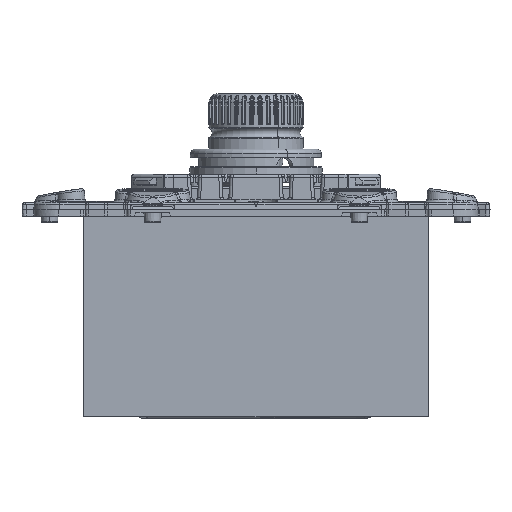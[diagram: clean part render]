
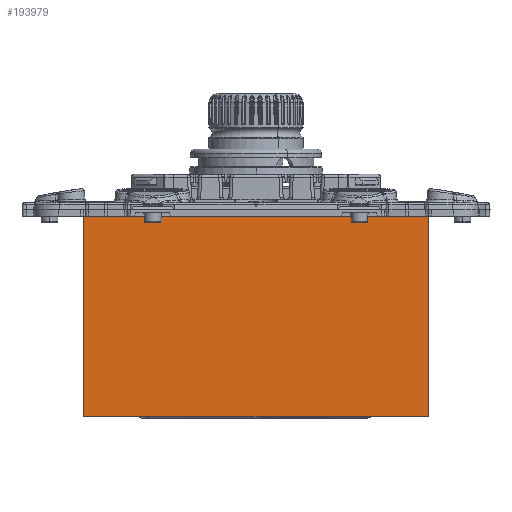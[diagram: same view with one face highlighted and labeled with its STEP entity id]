
A CAD part, left-side view. The second image highlights one B-rep face of the part: STEP entity #193979.
In plain terms, the highlighted planar face has unit normal (-1, 0, 0).
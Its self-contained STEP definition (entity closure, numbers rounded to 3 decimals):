
#193957=AXIS2_PLACEMENT_3D('Plane Axis2P3D',#193954,#193955,#193956) ;
#10006=CARTESIAN_POINT('Vertex',(-27.5,9.38,0.)) ;
#10027=CARTESIAN_POINT('Vertex',(-27.5,4.117,0.)) ;
#12003=CARTESIAN_POINT('Vertex',(-27.5,27.5,0.)) ;
#12006=CARTESIAN_POINT('Line Origine',(-27.5,18.44,0.)) ;
#12011=CARTESIAN_POINT('Line Origine',(-27.5,-11.692,0.)) ;
#12015=CARTESIAN_POINT('Vertex',(-27.5,-27.5,0.)) ;
#129201=CARTESIAN_POINT('Line Origine',(-27.5,6.749,0.)) ;
#193927=CARTESIAN_POINT('Vertex',(-27.5,27.5,-32.)) ;
#193930=CARTESIAN_POINT('Line Origine',(-27.5,27.5,-16.)) ;
#193954=CARTESIAN_POINT('Axis2P3D Location',(-27.5,-27.5,0.)) ;
#193959=CARTESIAN_POINT('Line Origine',(-27.5,0.,-32.)) ;
#193963=CARTESIAN_POINT('Vertex',(-27.5,-27.5,-32.)) ;
#193966=CARTESIAN_POINT('Line Origine',(-27.5,-27.5,-16.)) ;
#12007=DIRECTION('Vector Direction',(0.,1.,0.)) ;
#12012=DIRECTION('Vector Direction',(0.,1.,0.)) ;
#129202=DIRECTION('Vector Direction',(0.,1.,0.)) ;
#193931=DIRECTION('Vector Direction',(0.,0.,-1.)) ;
#193955=DIRECTION('Axis2P3D Direction',(-1.,0.,0.)) ;
#193956=DIRECTION('Axis2P3D XDirection',(0.,1.,0.)) ;
#193960=DIRECTION('Vector Direction',(0.,1.,0.)) ;
#193967=DIRECTION('Vector Direction',(0.,0.,-1.)) ;
#12008=VECTOR('Line Direction',#12007,1.) ;
#12013=VECTOR('Line Direction',#12012,1.) ;
#129203=VECTOR('Line Direction',#129202,1.) ;
#193932=VECTOR('Line Direction',#193931,1.) ;
#193961=VECTOR('Line Direction',#193960,1.) ;
#193968=VECTOR('Line Direction',#193967,1.) ;
#193972=ORIENTED_EDGE('',*,*,#193965,.T.) ;
#193973=ORIENTED_EDGE('',*,*,#193970,.F.) ;
#193974=ORIENTED_EDGE('',*,*,#12017,.F.) ;
#193975=ORIENTED_EDGE('',*,*,#129205,.F.) ;
#193976=ORIENTED_EDGE('',*,*,#12010,.F.) ;
#193977=ORIENTED_EDGE('',*,*,#193934,.T.) ;
#193979=ADVANCED_FACE('PartBody',(#193978),#193958,.T.) ;
#12010=EDGE_CURVE('',#12004,#10007,#12009,.F.) ;
#12017=EDGE_CURVE('',#10028,#12016,#12014,.F.) ;
#129205=EDGE_CURVE('',#10007,#10028,#129204,.F.) ;
#193934=EDGE_CURVE('',#12004,#193928,#193933,.T.) ;
#193965=EDGE_CURVE('',#193928,#193964,#193962,.F.) ;
#193970=EDGE_CURVE('',#12016,#193964,#193969,.T.) ;
#193971=EDGE_LOOP('',(#193972,#193973,#193974,#193975,#193976,#193977)) ;
#193978=FACE_OUTER_BOUND('',#193971,.T.) ;
#12009=LINE('Line',#12006,#12008) ;
#12014=LINE('Line',#12011,#12013) ;
#129204=LINE('Line',#129201,#129203) ;
#193933=LINE('Line',#193930,#193932) ;
#193962=LINE('Line',#193959,#193961) ;
#193969=LINE('Line',#193966,#193968) ;
#193958=PLANE('',#193957) ;
#10007=VERTEX_POINT('',#10006) ;
#10028=VERTEX_POINT('',#10027) ;
#12004=VERTEX_POINT('',#12003) ;
#12016=VERTEX_POINT('',#12015) ;
#193928=VERTEX_POINT('',#193927) ;
#193964=VERTEX_POINT('',#193963) ;
